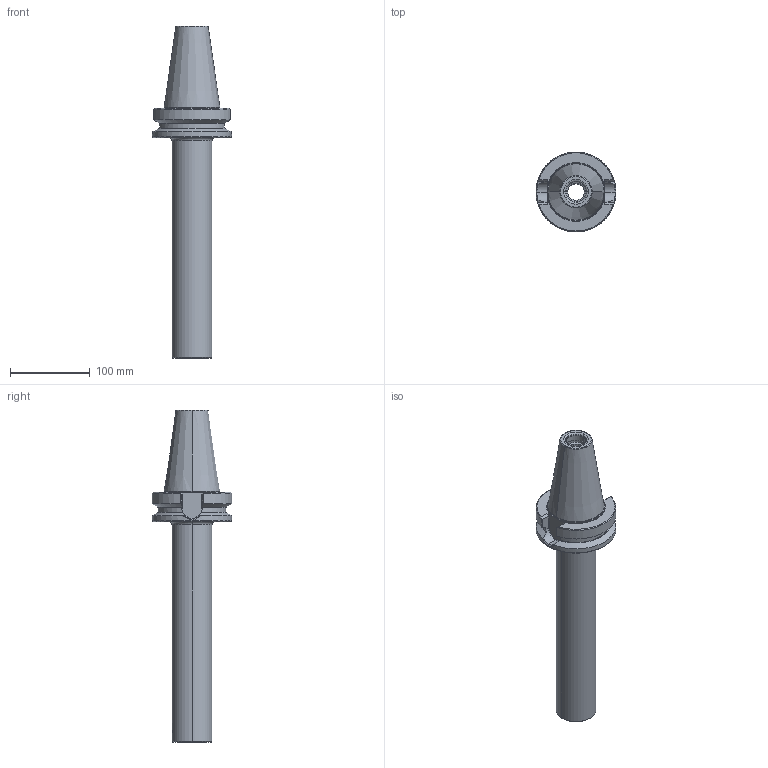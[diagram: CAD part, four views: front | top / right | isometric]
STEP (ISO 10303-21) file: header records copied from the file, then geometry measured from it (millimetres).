
FILE_DESCRIPTION(('no description'),'unknown implementation level');
FILE_NAME('D01D789A-E0E3-4349-8378-09395688B48B_export.stp',' ',('CIMSOURCE GmbH'),('CADClick - KiM GmbH - www.kimweb.de'),'unknown preprocess','ACIS','unknown authorization');
FILE_SCHEMA(('automotive_design'));
Length unit declared in the file: millimetre
Products named in the file (2): 328.228 Kaiser Schaft  SK50B_BTxCK5Bx320xSD|690.435 Kaiser ETL M10 X 14 CK5;Schnitt-Linear austragen2; 328.228 Kaiser Schaft  SK50B_BTxCK5Bx320xSD|328.228 Kaiser Schaft SK50B_BTxCK5Bx320xSD;Schnitt-Linear austragen2
Bounding box: 100 x 100 x 415.8 mm (x, y, z)
Volume: 883174.5 mm3; surface area: 116598.1 mm2
Topology: 2 solids, 2 shells, 169 faces, 407 edges, 245 vertices
Faces by surface type: plane 58, cone 52, cylinder 39, torus 18, bspline 2
Entity records: 10264 total; most frequent: CARTESIAN_POINT 1686, DIRECTION 848, STYLED_ITEM 823, PRESENTATION_STYLE_ASSIGNMENT 823, COLOUR_RGB 823, ORIENTED_EDGE 812, EDGE_CURVE 406, CURVE_STYLE 406
